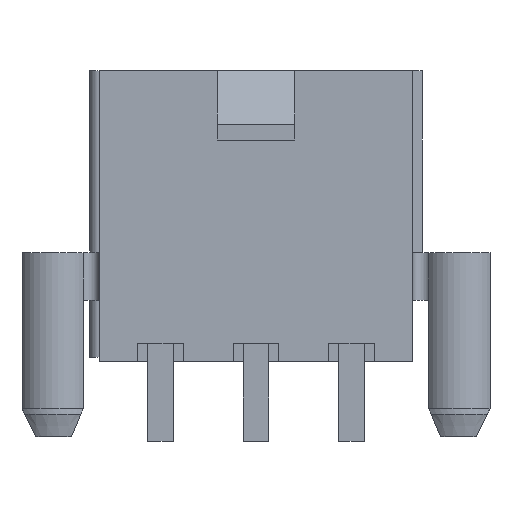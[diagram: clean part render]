
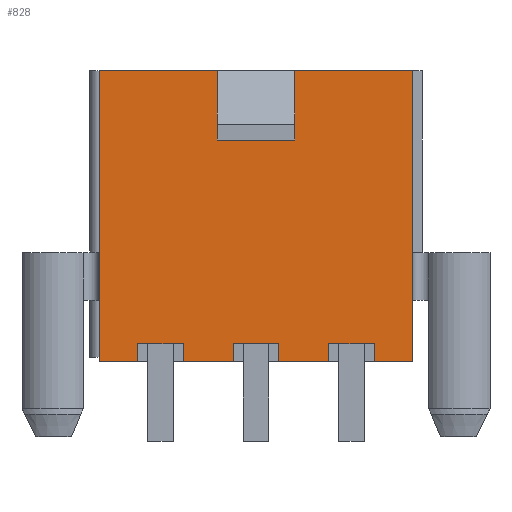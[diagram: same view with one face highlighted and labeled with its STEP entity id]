
A CAD part, front view. The second image highlights one B-rep face of the part: STEP entity #828.
In plain terms, the highlighted planar face has unit normal (0, -1, 0).
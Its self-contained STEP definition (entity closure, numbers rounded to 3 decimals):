
#40 = VERTEX_POINT('',#41);
#41 = CARTESIAN_POINT('',(11.1,-7.35,0.01));
#47 = EDGE_CURVE('',#40,#48,#50,.T.);
#48 = VERTEX_POINT('',#49);
#49 = CARTESIAN_POINT('',(11.1,-7.35,12.81));
#50 = LINE('',#51,#52);
#51 = CARTESIAN_POINT('',(11.1,-7.35,0.01));
#52 = VECTOR('',#53,1.);
#53 = DIRECTION('',(0.,0.,1.));
#319 = VERTEX_POINT('',#320);
#320 = CARTESIAN_POINT('',(-2.7,-7.35,12.81));
#326 = EDGE_CURVE('',#327,#319,#329,.T.);
#327 = VERTEX_POINT('',#328);
#328 = CARTESIAN_POINT('',(-2.7,-7.35,0.01));
#329 = LINE('',#330,#331);
#330 = CARTESIAN_POINT('',(-2.7,-7.35,0.01));
#331 = VECTOR('',#332,1.);
#332 = DIRECTION('',(0.,0.,1.));
#456 = VERTEX_POINT('',#457);
#457 = CARTESIAN_POINT('',(5.9,-7.35,12.81));
#458 = VERTEX_POINT('',#459);
#459 = CARTESIAN_POINT('',(2.5,-7.35,12.81));
#465 = EDGE_CURVE('',#458,#319,#466,.T.);
#466 = LINE('',#467,#468);
#467 = CARTESIAN_POINT('',(2.5,-7.35,12.81));
#468 = VECTOR('',#469,1.);
#469 = DIRECTION('',(-1.,0.,0.));
#504 = EDGE_CURVE('',#48,#456,#505,.T.);
#505 = LINE('',#506,#507);
#506 = CARTESIAN_POINT('',(11.1,-7.35,12.81));
#507 = VECTOR('',#508,1.);
#508 = DIRECTION('',(-1.,0.,0.));
#801 = EDGE_CURVE('',#456,#802,#804,.T.);
#802 = VERTEX_POINT('',#803);
#803 = CARTESIAN_POINT('',(5.9,-7.35,9.76));
#804 = LINE('',#805,#806);
#805 = CARTESIAN_POINT('',(5.9,-7.35,12.81));
#806 = VECTOR('',#807,1.);
#807 = DIRECTION('',(0.,0.,-1.));
#828 = ADVANCED_FACE('',(#829),#952,.T.);
#829 = FACE_BOUND('',#830,.F.);
#830 = EDGE_LOOP('',(#831,#839,#847,#855,#863,#871,#879,#887,#895,#903,
    #911,#919,#927,#933,#934,#935,#943,#949,#950,#951));
#831 = ORIENTED_EDGE('',*,*,#832,.T.);
#832 = EDGE_CURVE('',#40,#833,#835,.T.);
#833 = VERTEX_POINT('',#834);
#834 = CARTESIAN_POINT('',(9.4,-7.35,0.01));
#835 = LINE('',#836,#837);
#836 = CARTESIAN_POINT('',(11.1,-7.35,0.01));
#837 = VECTOR('',#838,1.);
#838 = DIRECTION('',(-1.,0.,0.));
#839 = ORIENTED_EDGE('',*,*,#840,.T.);
#840 = EDGE_CURVE('',#833,#841,#843,.T.);
#841 = VERTEX_POINT('',#842);
#842 = CARTESIAN_POINT('',(9.4,-7.35,0.81));
#843 = LINE('',#844,#845);
#844 = CARTESIAN_POINT('',(9.4,-7.35,0.01));
#845 = VECTOR('',#846,1.);
#846 = DIRECTION('',(0.,0.,1.));
#847 = ORIENTED_EDGE('',*,*,#848,.T.);
#848 = EDGE_CURVE('',#841,#849,#851,.T.);
#849 = VERTEX_POINT('',#850);
#850 = CARTESIAN_POINT('',(7.4,-7.35,0.81));
#851 = LINE('',#852,#853);
#852 = CARTESIAN_POINT('',(9.4,-7.35,0.81));
#853 = VECTOR('',#854,1.);
#854 = DIRECTION('',(-1.,0.,0.));
#855 = ORIENTED_EDGE('',*,*,#856,.F.);
#856 = EDGE_CURVE('',#857,#849,#859,.T.);
#857 = VERTEX_POINT('',#858);
#858 = CARTESIAN_POINT('',(7.4,-7.35,0.01));
#859 = LINE('',#860,#861);
#860 = CARTESIAN_POINT('',(7.4,-7.35,0.01));
#861 = VECTOR('',#862,1.);
#862 = DIRECTION('',(0.,0.,1.));
#863 = ORIENTED_EDGE('',*,*,#864,.T.);
#864 = EDGE_CURVE('',#857,#865,#867,.T.);
#865 = VERTEX_POINT('',#866);
#866 = CARTESIAN_POINT('',(5.2,-7.35,0.01));
#867 = LINE('',#868,#869);
#868 = CARTESIAN_POINT('',(7.4,-7.35,0.01));
#869 = VECTOR('',#870,1.);
#870 = DIRECTION('',(-1.,0.,0.));
#871 = ORIENTED_EDGE('',*,*,#872,.T.);
#872 = EDGE_CURVE('',#865,#873,#875,.T.);
#873 = VERTEX_POINT('',#874);
#874 = CARTESIAN_POINT('',(5.2,-7.35,0.81));
#875 = LINE('',#876,#877);
#876 = CARTESIAN_POINT('',(5.2,-7.35,0.01));
#877 = VECTOR('',#878,1.);
#878 = DIRECTION('',(0.,0.,1.));
#879 = ORIENTED_EDGE('',*,*,#880,.T.);
#880 = EDGE_CURVE('',#873,#881,#883,.T.);
#881 = VERTEX_POINT('',#882);
#882 = CARTESIAN_POINT('',(3.2,-7.35,0.81));
#883 = LINE('',#884,#885);
#884 = CARTESIAN_POINT('',(5.2,-7.35,0.81));
#885 = VECTOR('',#886,1.);
#886 = DIRECTION('',(-1.,0.,0.));
#887 = ORIENTED_EDGE('',*,*,#888,.F.);
#888 = EDGE_CURVE('',#889,#881,#891,.T.);
#889 = VERTEX_POINT('',#890);
#890 = CARTESIAN_POINT('',(3.2,-7.35,0.01));
#891 = LINE('',#892,#893);
#892 = CARTESIAN_POINT('',(3.2,-7.35,0.01));
#893 = VECTOR('',#894,1.);
#894 = DIRECTION('',(0.,0.,1.));
#895 = ORIENTED_EDGE('',*,*,#896,.T.);
#896 = EDGE_CURVE('',#889,#897,#899,.T.);
#897 = VERTEX_POINT('',#898);
#898 = CARTESIAN_POINT('',(1.,-7.35,0.01));
#899 = LINE('',#900,#901);
#900 = CARTESIAN_POINT('',(3.2,-7.35,0.01));
#901 = VECTOR('',#902,1.);
#902 = DIRECTION('',(-1.,0.,0.));
#903 = ORIENTED_EDGE('',*,*,#904,.T.);
#904 = EDGE_CURVE('',#897,#905,#907,.T.);
#905 = VERTEX_POINT('',#906);
#906 = CARTESIAN_POINT('',(1.,-7.35,0.81));
#907 = LINE('',#908,#909);
#908 = CARTESIAN_POINT('',(1.,-7.35,0.01));
#909 = VECTOR('',#910,1.);
#910 = DIRECTION('',(0.,0.,1.));
#911 = ORIENTED_EDGE('',*,*,#912,.T.);
#912 = EDGE_CURVE('',#905,#913,#915,.T.);
#913 = VERTEX_POINT('',#914);
#914 = CARTESIAN_POINT('',(-1.,-7.35,0.81));
#915 = LINE('',#916,#917);
#916 = CARTESIAN_POINT('',(1.,-7.35,0.81));
#917 = VECTOR('',#918,1.);
#918 = DIRECTION('',(-1.,0.,0.));
#919 = ORIENTED_EDGE('',*,*,#920,.F.);
#920 = EDGE_CURVE('',#921,#913,#923,.T.);
#921 = VERTEX_POINT('',#922);
#922 = CARTESIAN_POINT('',(-1.,-7.35,0.01));
#923 = LINE('',#924,#925);
#924 = CARTESIAN_POINT('',(-1.,-7.35,0.01));
#925 = VECTOR('',#926,1.);
#926 = DIRECTION('',(0.,0.,1.));
#927 = ORIENTED_EDGE('',*,*,#928,.T.);
#928 = EDGE_CURVE('',#921,#327,#929,.T.);
#929 = LINE('',#930,#931);
#930 = CARTESIAN_POINT('',(-1.,-7.35,0.01));
#931 = VECTOR('',#932,1.);
#932 = DIRECTION('',(-1.,0.,0.));
#933 = ORIENTED_EDGE('',*,*,#326,.T.);
#934 = ORIENTED_EDGE('',*,*,#465,.F.);
#935 = ORIENTED_EDGE('',*,*,#936,.T.);
#936 = EDGE_CURVE('',#458,#937,#939,.T.);
#937 = VERTEX_POINT('',#938);
#938 = CARTESIAN_POINT('',(2.5,-7.35,9.76));
#939 = LINE('',#940,#941);
#940 = CARTESIAN_POINT('',(2.5,-7.35,12.81));
#941 = VECTOR('',#942,1.);
#942 = DIRECTION('',(0.,0.,-1.));
#943 = ORIENTED_EDGE('',*,*,#944,.F.);
#944 = EDGE_CURVE('',#802,#937,#945,.T.);
#945 = LINE('',#946,#947);
#946 = CARTESIAN_POINT('',(5.9,-7.35,9.76));
#947 = VECTOR('',#948,1.);
#948 = DIRECTION('',(-1.,0.,0.));
#949 = ORIENTED_EDGE('',*,*,#801,.F.);
#950 = ORIENTED_EDGE('',*,*,#504,.F.);
#951 = ORIENTED_EDGE('',*,*,#47,.F.);
#952 = PLANE('',#953);
#953 = AXIS2_PLACEMENT_3D('',#954,#955,#956);
#954 = CARTESIAN_POINT('',(11.1,-7.35,0.01));
#955 = DIRECTION('',(0.,-1.,0.));
#956 = DIRECTION('',(0.,0.,1.));
